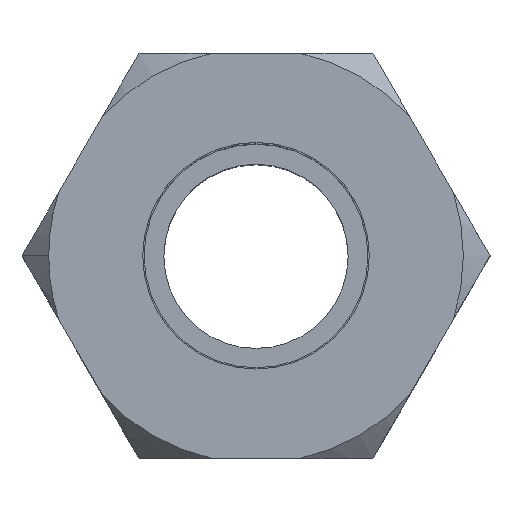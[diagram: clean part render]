
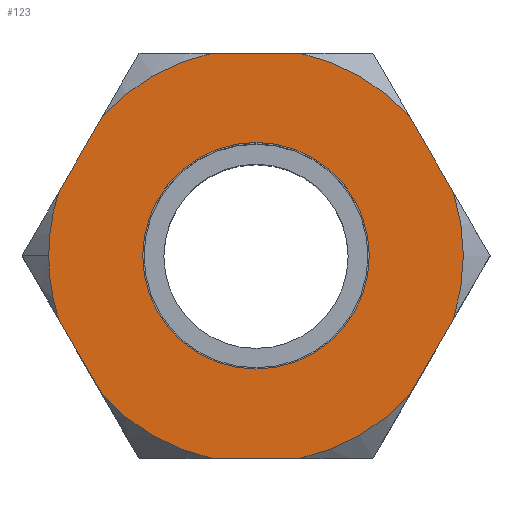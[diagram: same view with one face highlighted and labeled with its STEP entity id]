
A CAD part, top view. The second image highlights one B-rep face of the part: STEP entity #123.
In plain terms, the highlighted planar face has unit normal (0, 0, 1).
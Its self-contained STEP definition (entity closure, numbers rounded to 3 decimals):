
#16 = VERTEX_POINT ( 'NONE', #1375 ) ;
#17 = VERTEX_POINT ( 'NONE', #1392 ) ;
#30 = EDGE_CURVE ( 'NONE', #31, #32, #1401, .T. ) ;
#31 = VERTEX_POINT ( 'NONE', #1403 ) ;
#32 = VERTEX_POINT ( 'NONE', #1402 ) ;
#38 = EDGE_CURVE ( 'NONE', #16, #17, #1389, .T. ) ;
#42 = EDGE_CURVE ( 'NONE', #17, #16, #1368, .T. ) ;
#78 = EDGE_CURVE ( 'NONE', #79, #117, #1493, .T. ) ;
#79 = VERTEX_POINT ( 'NONE', #1483 ) ;
#90 = EDGE_CURVE ( 'NONE', #91, #92, #1582, .T. ) ;
#91 = VERTEX_POINT ( 'NONE', #1578 ) ;
#92 = VERTEX_POINT ( 'NONE', #1590 ) ;
#105 = VERTEX_POINT ( 'NONE', #1537 ) ;
#109 = VERTEX_POINT ( 'NONE', #1529 ) ;
#111 = EDGE_CURVE ( 'NONE', #105, #109, #1573, .T. ) ;
#117 = VERTEX_POINT ( 'NONE', #1598 ) ;
#123 = ADVANCED_FACE ( 'NONE', ( #1642, #1641 ), #1645, .F. ) ;
#124 = EDGE_LOOP ( 'NONE', ( #125, #189 ) ) ;
#125 = ORIENTED_EDGE ( 'NONE', *, *, #42, .F. ) ;
#167 = EDGE_CURVE ( 'NONE', #172, #173, #1800, .T. ) ;
#170 = EDGE_CURVE ( 'NONE', #171, #31, #1819, .T. ) ;
#171 = VERTEX_POINT ( 'NONE', #1821 ) ;
#172 = VERTEX_POINT ( 'NONE', #1820 ) ;
#173 = VERTEX_POINT ( 'NONE', #1806 ) ;
#180 = EDGE_CURVE ( 'NONE', #181, #182, #1834, .T. ) ;
#181 = VERTEX_POINT ( 'NONE', #1836 ) ;
#182 = VERTEX_POINT ( 'NONE', #1835 ) ;
#189 = ORIENTED_EDGE ( 'NONE', *, *, #38, .F. ) ;
#203 = ORIENTED_EDGE ( 'NONE', *, *, #170, .T. ) ;
#214 = ORIENTED_EDGE ( 'NONE', *, *, #289, .T. ) ;
#218 = ORIENTED_EDGE ( 'NONE', *, *, #78, .T. ) ;
#219 = ORIENTED_EDGE ( 'NONE', *, *, #273, .T. ) ;
#234 = EDGE_CURVE ( 'NONE', #92, #171, #1853, .T. ) ;
#247 = ORIENTED_EDGE ( 'NONE', *, *, #301, .T. ) ;
#248 = ORIENTED_EDGE ( 'NONE', *, *, #167, .T. ) ;
#262 = ORIENTED_EDGE ( 'NONE', *, *, #234, .T. ) ;
#273 = EDGE_CURVE ( 'NONE', #117, #181, #1961, .T. ) ;
#275 = EDGE_LOOP ( 'NONE', ( #288, #214, #218, #219, #302, #247, #248, #277, #276, #262, #203, #291, #292 ) ) ;
#276 = ORIENTED_EDGE ( 'NONE', *, *, #90, .T. ) ;
#277 = ORIENTED_EDGE ( 'NONE', *, *, #278, .T. ) ;
#278 = EDGE_CURVE ( 'NONE', #173, #91, #2000, .T. ) ;
#284 = EDGE_CURVE ( 'NONE', #32, #105, #1969, .T. ) ;
#288 = ORIENTED_EDGE ( 'NONE', *, *, #111, .T. ) ;
#289 = EDGE_CURVE ( 'NONE', #109, #79, #2006, .T. ) ;
#291 = ORIENTED_EDGE ( 'NONE', *, *, #30, .T. ) ;
#292 = ORIENTED_EDGE ( 'NONE', *, *, #284, .T. ) ;
#301 = EDGE_CURVE ( 'NONE', #182, #172, #1924, .T. ) ;
#302 = ORIENTED_EDGE ( 'NONE', *, *, #180, .T. ) ;
#1351 = DIRECTION ( 'NONE',  ( 1., 0., 0. ) ) ;
#1352 = DIRECTION ( 'NONE',  ( 0., 0., 1. ) ) ;
#1353 = CARTESIAN_POINT ( 'NONE',  ( 0., 0., 23.25 ) ) ;
#1354 = AXIS2_PLACEMENT_3D ( 'NONE', #1353, #1352, #1351 ) ;
#1355 = DIRECTION ( 'NONE',  ( 1., 0., 0. ) ) ;
#1365 = DIRECTION ( 'NONE',  ( 1., 0., 0. ) ) ;
#1366 = DIRECTION ( 'NONE',  ( 0., 0., 1. ) ) ;
#1367 = AXIS2_PLACEMENT_3D ( 'NONE', #1388, #1366, #1365 ) ;
#1368 = CIRCLE ( 'NONE', #1354, 6.15 ) ;
#1375 = CARTESIAN_POINT ( 'NONE',  ( -6.15, 0., 23.25 ) ) ;
#1388 = CARTESIAN_POINT ( 'NONE',  ( 0., 0., 23.25 ) ) ;
#1389 = CIRCLE ( 'NONE', #1367, 6.15 ) ;
#1392 = CARTESIAN_POINT ( 'NONE',  ( 6.15, 0., 23.25 ) ) ;
#1396 = CARTESIAN_POINT ( 'NONE',  ( 0., 0., 23.25 ) ) ;
#1399 = DIRECTION ( 'NONE',  ( 0., 0., 1. ) ) ;
#1400 = AXIS2_PLACEMENT_3D ( 'NONE', #1396, #1399, #1355 ) ;
#1401 = CIRCLE ( 'NONE', #1400, 11.253 ) ;
#1402 = CARTESIAN_POINT ( 'NONE',  ( -10.714, -3.444, 23.25 ) ) ;
#1403 = CARTESIAN_POINT ( 'NONE',  ( -11.253, 0., 23.25 ) ) ;
#1479 = DIRECTION ( 'NONE',  ( 1., 0., 0. ) ) ;
#1480 = DIRECTION ( 'NONE',  ( 0., 0., 1. ) ) ;
#1481 = CARTESIAN_POINT ( 'NONE',  ( 0., 0., 23.25 ) ) ;
#1482 = AXIS2_PLACEMENT_3D ( 'NONE', #1481, #1480, #1479 ) ;
#1483 = CARTESIAN_POINT ( 'NONE',  ( 2.375, -11., 23.25 ) ) ;
#1493 = CIRCLE ( 'NONE', #1482, 11.253 ) ;
#1529 = CARTESIAN_POINT ( 'NONE',  ( -2.375, -11., 23.25 ) ) ;
#1537 = CARTESIAN_POINT ( 'NONE',  ( -8.339, -7.556, 23.25 ) ) ;
#1569 = DIRECTION ( 'NONE',  ( 1., 0., 0. ) ) ;
#1570 = DIRECTION ( 'NONE',  ( 0., 0., 1. ) ) ;
#1571 = CARTESIAN_POINT ( 'NONE',  ( 0., 0., 23.25 ) ) ;
#1572 = AXIS2_PLACEMENT_3D ( 'NONE', #1571, #1570, #1569 ) ;
#1573 = CIRCLE ( 'NONE', #1572, 11.253 ) ;
#1578 = CARTESIAN_POINT ( 'NONE',  ( -2.375, 11., 23.25 ) ) ;
#1579 = DIRECTION ( 'NONE',  ( 1., 0., 0. ) ) ;
#1580 = DIRECTION ( 'NONE',  ( 0., 0., 1. ) ) ;
#1581 = AXIS2_PLACEMENT_3D ( 'NONE', #1589, #1580, #1579 ) ;
#1582 = CIRCLE ( 'NONE', #1581, 11.253 ) ;
#1589 = CARTESIAN_POINT ( 'NONE',  ( 0., 0., 23.25 ) ) ;
#1590 = CARTESIAN_POINT ( 'NONE',  ( -8.339, 7.556, 23.25 ) ) ;
#1598 = CARTESIAN_POINT ( 'NONE',  ( 8.339, -7.556, 23.25 ) ) ;
#1630 = DIRECTION ( 'NONE',  ( -1., 0., 0. ) ) ;
#1631 = DIRECTION ( 'NONE',  ( 0., 0., -1. ) ) ;
#1632 = CARTESIAN_POINT ( 'NONE',  ( 0., 11.253, 23.25 ) ) ;
#1641 = FACE_OUTER_BOUND ( 'NONE', #275, .T. ) ;
#1642 = FACE_BOUND ( 'NONE', #124, .T. ) ;
#1643 = AXIS2_PLACEMENT_3D ( 'NONE', #1632, #1631, #1630 ) ;
#1645 = PLANE ( 'NONE',  #1643 ) ;
#1800 = CIRCLE ( 'NONE', #1805, 11.253 ) ;
#1802 = DIRECTION ( 'NONE',  ( 1., 0., 0. ) ) ;
#1803 = DIRECTION ( 'NONE',  ( 0., 0., 1. ) ) ;
#1804 = CARTESIAN_POINT ( 'NONE',  ( 0., 0., 23.25 ) ) ;
#1805 = AXIS2_PLACEMENT_3D ( 'NONE', #1804, #1803, #1802 ) ;
#1806 = CARTESIAN_POINT ( 'NONE',  ( 2.375, 11., 23.25 ) ) ;
#1807 = AXIS2_PLACEMENT_3D ( 'NONE', #1818, #1811, #1813 ) ;
#1811 = DIRECTION ( 'NONE',  ( 0., 0., 1. ) ) ;
#1813 = DIRECTION ( 'NONE',  ( 1., 0., 0. ) ) ;
#1818 = CARTESIAN_POINT ( 'NONE',  ( 0., 0., 23.25 ) ) ;
#1819 = CIRCLE ( 'NONE', #1807, 11.253 ) ;
#1820 = CARTESIAN_POINT ( 'NONE',  ( 8.339, 7.556, 23.25 ) ) ;
#1821 = CARTESIAN_POINT ( 'NONE',  ( -10.714, 3.444, 23.25 ) ) ;
#1833 = AXIS2_PLACEMENT_3D ( 'NONE', #1839, #1838, #1837 ) ;
#1834 = CIRCLE ( 'NONE', #1833, 11.253 ) ;
#1835 = CARTESIAN_POINT ( 'NONE',  ( 10.714, 3.444, 23.25 ) ) ;
#1836 = CARTESIAN_POINT ( 'NONE',  ( 10.714, -3.444, 23.25 ) ) ;
#1837 = DIRECTION ( 'NONE',  ( 1., 0., 0. ) ) ;
#1838 = DIRECTION ( 'NONE',  ( 0., 0., 1. ) ) ;
#1839 = CARTESIAN_POINT ( 'NONE',  ( 0., 0., 23.25 ) ) ;
#1850 = DIRECTION ( 'NONE',  ( -0.5, -0.866, 0. ) ) ;
#1851 = VECTOR ( 'NONE', #1850, 1000. ) ;
#1852 = CARTESIAN_POINT ( 'NONE',  ( -6.351, 11., 23.25 ) ) ;
#1853 = LINE ( 'NONE', #1852, #1851 ) ;
#1923 = CARTESIAN_POINT ( 'NONE',  ( 12.702, 0., 23.25 ) ) ;
#1924 = LINE ( 'NONE', #1923, #1998 ) ;
#1938 = VECTOR ( 'NONE', #1948, 1000. ) ;
#1948 = DIRECTION ( 'NONE',  ( -1., 0., 0. ) ) ;
#1961 = LINE ( 'NONE', #2022, #1962 ) ;
#1962 = VECTOR ( 'NONE', #2001, 1000. ) ;
#1966 = DIRECTION ( 'NONE',  ( 0.5, -0.866, 0. ) ) ;
#1967 = VECTOR ( 'NONE', #1966, 1000. ) ;
#1968 = CARTESIAN_POINT ( 'NONE',  ( -12.702, 0., 23.25 ) ) ;
#1969 = LINE ( 'NONE', #1968, #1967 ) ;
#1997 = DIRECTION ( 'NONE',  ( -0.5, 0.866, 0. ) ) ;
#1998 = VECTOR ( 'NONE', #1997, 1000. ) ;
#1999 = CARTESIAN_POINT ( 'NONE',  ( 6.351, 11., 23.25 ) ) ;
#2000 = LINE ( 'NONE', #1999, #1938 ) ;
#2001 = DIRECTION ( 'NONE',  ( 0.5, 0.866, 0. ) ) ;
#2003 = DIRECTION ( 'NONE',  ( 1., 0., 0. ) ) ;
#2004 = VECTOR ( 'NONE', #2003, 1000. ) ;
#2005 = CARTESIAN_POINT ( 'NONE',  ( -6.351, -11., 23.25 ) ) ;
#2006 = LINE ( 'NONE', #2005, #2004 ) ;
#2022 = CARTESIAN_POINT ( 'NONE',  ( 6.351, -11., 23.25 ) ) ;
